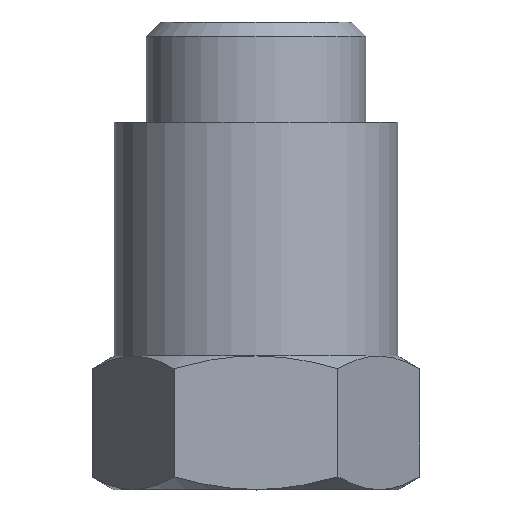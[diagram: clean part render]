
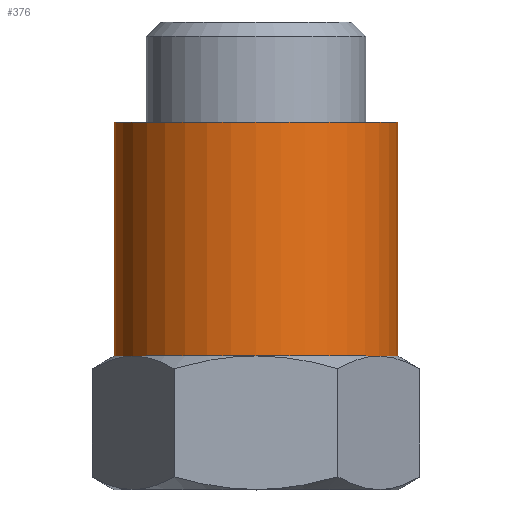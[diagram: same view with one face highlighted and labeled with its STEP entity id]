
A CAD part, top view. The second image highlights one B-rep face of the part: STEP entity #376.
In plain terms, the highlighted cylindrical face has radius 8.5 mm (diameter 17 mm), a full revolution.
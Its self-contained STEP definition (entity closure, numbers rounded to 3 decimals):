
#33=CYLINDRICAL_SURFACE('',#427,8.5);
#93=ORIENTED_EDGE('',*,*,#175,.F.);
#94=ORIENTED_EDGE('',*,*,#172,.F.);
#95=ORIENTED_EDGE('',*,*,#178,.F.);
#96=ORIENTED_EDGE('',*,*,#184,.F.);
#97=ORIENTED_EDGE('',*,*,#192,.F.);
#98=ORIENTED_EDGE('',*,*,#183,.F.);
#99=ORIENTED_EDGE('',*,*,#191,.T.);
#172=EDGE_CURVE('',#223,#224,#256,.T.);
#175=EDGE_CURVE('',#224,#226,#257,.T.);
#178=EDGE_CURVE('',#228,#223,#258,.T.);
#183=EDGE_CURVE('',#226,#230,#259,.T.);
#184=EDGE_CURVE('',#232,#228,#260,.T.);
#191=EDGE_CURVE('',#238,#238,#265,.T.);
#192=EDGE_CURVE('',#230,#232,#266,.T.);
#223=VERTEX_POINT('',#566);
#224=VERTEX_POINT('',#567);
#226=VERTEX_POINT('',#579);
#228=VERTEX_POINT('',#591);
#230=VERTEX_POINT('',#606);
#232=VERTEX_POINT('',#615);
#238=VERTEX_POINT('',#638);
#256=CIRCLE('',#409,8.5);
#257=CIRCLE('',#411,8.5);
#258=CIRCLE('',#413,8.5);
#259=CIRCLE('',#415,8.5);
#260=CIRCLE('',#417,8.5);
#265=CIRCLE('',#426,8.5);
#266=CIRCLE('',#428,8.5);
#290=EDGE_LOOP('',(#93,#94,#95,#96,#97,#98));
#291=EDGE_LOOP('',(#99));
#328=FACE_BOUND('',#290,.T.);
#329=FACE_BOUND('',#291,.T.);
#376=ADVANCED_FACE('',(#328,#329),#33,.T.);
#409=AXIS2_PLACEMENT_3D('',#565,#461,#462);
#411=AXIS2_PLACEMENT_3D('',#578,#465,#466);
#413=AXIS2_PLACEMENT_3D('',#590,#469,#470);
#415=AXIS2_PLACEMENT_3D('',#612,#473,#474);
#417=AXIS2_PLACEMENT_3D('',#614,#477,#478);
#426=AXIS2_PLACEMENT_3D('',#637,#495,#496);
#427=AXIS2_PLACEMENT_3D('',#639,#497,#498);
#428=AXIS2_PLACEMENT_3D('',#640,#499,#500);
#461=DIRECTION('',(0.,-1.,0.));
#462=DIRECTION('',(0.,0.,-1.));
#465=DIRECTION('',(0.,-1.,0.));
#466=DIRECTION('',(0.,0.,-1.));
#469=DIRECTION('',(0.,-1.,0.));
#470=DIRECTION('',(0.,0.,-1.));
#473=DIRECTION('',(0.,-1.,0.));
#474=DIRECTION('',(0.,0.,-1.));
#477=DIRECTION('',(0.,-1.,0.));
#478=DIRECTION('',(0.,0.,-1.));
#495=DIRECTION('',(0.,-1.,0.));
#496=DIRECTION('',(0.,0.,-1.));
#497=DIRECTION('',(0.,-1.,0.));
#498=DIRECTION('',(0.,0.,-1.));
#499=DIRECTION('',(0.,-1.,0.));
#500=DIRECTION('',(0.,0.,-1.));
#565=CARTESIAN_POINT('',(0.,8.,0.));
#566=CARTESIAN_POINT('',(0.,8.,-8.5));
#567=CARTESIAN_POINT('',(7.361,8.,-4.25));
#578=CARTESIAN_POINT('',(0.,8.,0.));
#579=CARTESIAN_POINT('',(7.361,8.,4.25));
#590=CARTESIAN_POINT('',(0.,8.,0.));
#591=CARTESIAN_POINT('',(-7.361,8.,-4.25));
#606=CARTESIAN_POINT('',(0.,8.,8.5));
#612=CARTESIAN_POINT('',(0.,8.,0.));
#614=CARTESIAN_POINT('',(0.,8.,0.));
#615=CARTESIAN_POINT('',(-7.361,8.,4.25));
#637=CARTESIAN_POINT('',(0.,22.,0.));
#638=CARTESIAN_POINT('',(0.,22.,-8.5));
#639=CARTESIAN_POINT('',(0.,0.,0.));
#640=CARTESIAN_POINT('',(0.,8.,0.));
